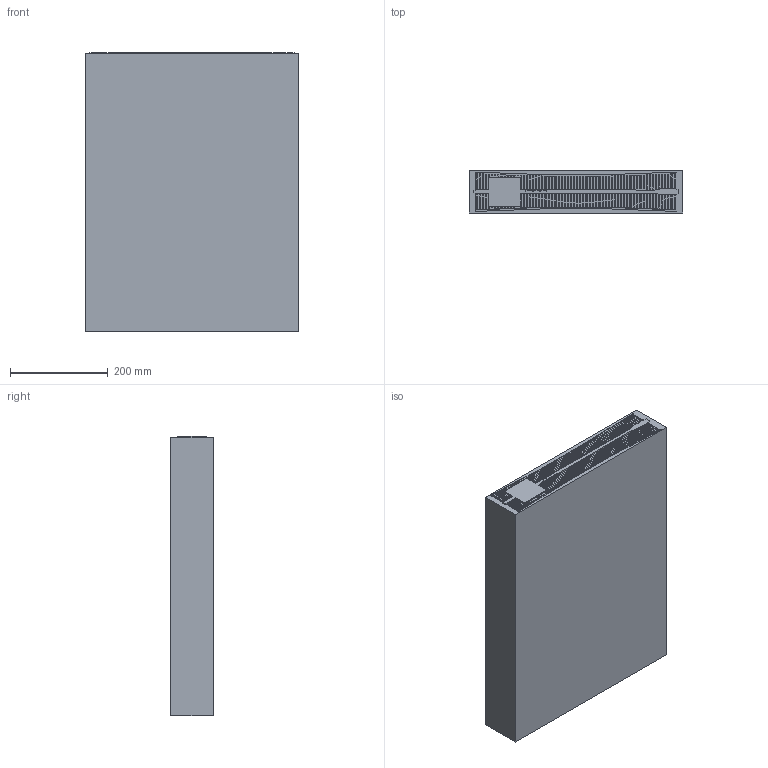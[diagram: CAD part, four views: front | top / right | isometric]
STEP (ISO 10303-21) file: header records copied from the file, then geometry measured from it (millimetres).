
FILE_DESCRIPTION (( 'STEP AP203' ), '1' );
FILE_NAME ('ÈÁÏ òèïà MPOR-003-1-06.STEP', '2023-10-11T12:50:08', ( '' ), ( '' ), 'SwSTEP 2.0', 'SolidWorks 2022', '' );
FILE_SCHEMA (( 'CONFIG_CONTROL_DESIGN' ));
Length unit declared in the file: millimetre
Products named in the file (1): ИБП типа MPOR-003-1-06
Bounding box: 438 x 87 x 573 mm (x, y, z)
Volume: 21719688.4 mm3; surface area: 685843.9 mm2
Topology: 1 solids, 1 shells, 601 faces, 1774 edges, 1180 vertices
Faces by surface type: plane 463, cylinder 138
Entity records: 19957 total; most frequent: CARTESIAN_POINT 3556, ORIENTED_EDGE 3548, DIRECTION 3254, EDGE_CURVE 1774, LINE 1498, VECTOR 1498, VERTEX_POINT 1180, AXIS2_PLACEMENT_3D 878
